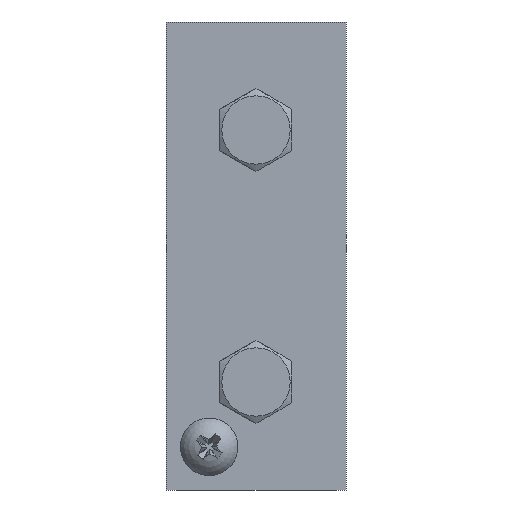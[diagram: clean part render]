
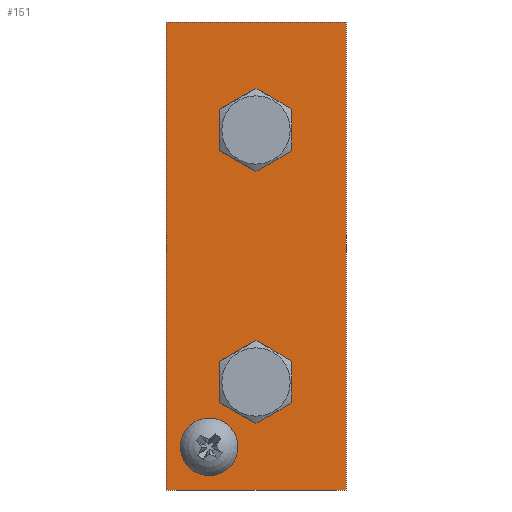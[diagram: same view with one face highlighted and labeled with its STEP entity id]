
A CAD part, front view. The second image highlights one B-rep face of the part: STEP entity #151.
In plain terms, the highlighted planar face has unit normal (0, -1, 0).
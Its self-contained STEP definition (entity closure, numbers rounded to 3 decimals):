
#151=ADVANCED_FACE('',(#1121,#1123,#1125,#1127),#1129,.T.);
#1121=FACE_BOUND('',#1122,.T.);
#1122=EDGE_LOOP('',(#1958,#1959,#1960,#1961));
#1123=FACE_BOUND('',#1124,.T.);
#1124=EDGE_LOOP('',(#1962,#1963,#1964,#1965));
#1125=FACE_BOUND('',#1126,.T.);
#1126=EDGE_LOOP('',(#1966,#1967,#1968,#1969));
#1127=FACE_BOUND('',#1128,.T.);
#1128=EDGE_LOOP('',(#1970));
#1129=PLANE('',#1130);
#1130=AXIS2_PLACEMENT_3D('',#1131,#1132,#1133);
#1131=CARTESIAN_POINT('',(0.698,-26.505,-6.693));
#1132=DIRECTION('',(0.,-1.,0.));
#1133=DIRECTION('',(1.,0.,0.));
#1958=ORIENTED_EDGE('',*,*,#2468,.T.);
#1959=ORIENTED_EDGE('',*,*,#2469,.T.);
#1960=ORIENTED_EDGE('',*,*,#2470,.T.);
#1961=ORIENTED_EDGE('',*,*,#2471,.T.);
#1962=ORIENTED_EDGE('',*,*,#2460,.T.);
#1963=ORIENTED_EDGE('',*,*,#2465,.T.);
#1964=ORIENTED_EDGE('',*,*,#2456,.T.);
#1965=ORIENTED_EDGE('',*,*,#2452,.T.);
#1966=ORIENTED_EDGE('',*,*,#2443,.T.);
#1967=ORIENTED_EDGE('',*,*,#2467,.T.);
#1968=ORIENTED_EDGE('',*,*,#2439,.T.);
#1969=ORIENTED_EDGE('',*,*,#2430,.T.);
#1970=ORIENTED_EDGE('',*,*,#2472,.F.);
#2430=EDGE_CURVE('',#2691,#2692,#2693,.F.);
#2439=EDGE_CURVE('',#2700,#2691,#2709,.F.);
#2443=EDGE_CURVE('',#2692,#2702,#2715,.F.);
#2452=EDGE_CURVE('',#2731,#2732,#2733,.F.);
#2456=EDGE_CURVE('',#2722,#2731,#2739,.F.);
#2460=EDGE_CURVE('',#2732,#2724,#2745,.F.);
#2465=EDGE_CURVE('',#2724,#2722,#2753,.F.);
#2467=EDGE_CURVE('',#2702,#2700,#2756,.F.);
#2468=EDGE_CURVE('',#2757,#2758,#2759,.T.);
#2469=EDGE_CURVE('',#2758,#2760,#2761,.T.);
#2470=EDGE_CURVE('',#2760,#2762,#2763,.T.);
#2471=EDGE_CURVE('',#2762,#2757,#2764,.T.);
#2472=EDGE_CURVE('',#2765,#2765,#2766,.F.);
#2691=VERTEX_POINT('',#3131);
#2692=VERTEX_POINT('',#3132);
#2693=CIRCLE('',#3133,4.65);
#2700=VERTEX_POINT('',#3152);
#2702=VERTEX_POINT('',#3157);
#2709=LINE('',#3174,#3175);
#2715=LINE('',#3196,#3197);
#2722=VERTEX_POINT('',#3218);
#2724=VERTEX_POINT('',#3223);
#2731=VERTEX_POINT('',#3240);
#2732=VERTEX_POINT('',#3241);
#2733=CIRCLE('',#3242,4.65);
#2739=LINE('',#3260,#3261);
#2745=LINE('',#3282,#3283);
#2753=CIRCLE('',#3308,3.5);
#2756=CIRCLE('',#3317,3.5);
#2757=VERTEX_POINT('',#3321);
#2758=VERTEX_POINT('',#3322);
#2759=LINE('',#3323,#3324);
#2760=VERTEX_POINT('',#3326);
#2761=LINE('',#3327,#3328);
#2762=VERTEX_POINT('',#3330);
#2763=LINE('',#3331,#3332);
#2764=LINE('',#3334,#3335);
#2765=VERTEX_POINT('',#3337);
#2766=CIRCLE('',#3338,4.);
#3131=CARTESIAN_POINT('',(2.655,-26.505,-58.911));
#3132=CARTESIAN_POINT('',(3.427,-26.505,-58.458));
#3133=AXIS2_PLACEMENT_3D('',#3134,#3135,#3136);
#3134=CARTESIAN_POINT('',(0.698,-26.505,-54.693));
#3135=DIRECTION('',(0.,-1.,0.));
#3136=DIRECTION('',(0.587,0.,-0.81));
#3152=CARTESIAN_POINT('',(2.12,-26.505,-57.891));
#3157=CARTESIAN_POINT('',(2.885,-26.505,-57.425));
#3174=CARTESIAN_POINT('',(2.655,-26.505,-58.911));
#3175=VECTOR('',#3176,1.);
#3176=DIRECTION('',(-0.465,0.,0.885));
#3196=CARTESIAN_POINT('',(2.885,-26.505,-57.425));
#3197=VECTOR('',#3198,1.);
#3198=DIRECTION('',(0.465,0.,-0.885));
#3218=CARTESIAN_POINT('',(2.12,-26.505,-22.891));
#3223=CARTESIAN_POINT('',(2.885,-26.505,-22.425));
#3240=CARTESIAN_POINT('',(2.655,-26.505,-23.911));
#3241=CARTESIAN_POINT('',(3.427,-26.505,-23.458));
#3242=AXIS2_PLACEMENT_3D('',#3243,#3244,#3245);
#3243=CARTESIAN_POINT('',(0.698,-26.505,-19.693));
#3244=DIRECTION('',(0.,-1.,0.));
#3245=DIRECTION('',(0.587,0.,-0.81));
#3260=CARTESIAN_POINT('',(2.655,-26.505,-23.911));
#3261=VECTOR('',#3262,1.);
#3262=DIRECTION('',(-0.465,0.,0.885));
#3282=CARTESIAN_POINT('',(2.885,-26.505,-22.425));
#3283=VECTOR('',#3284,1.);
#3284=DIRECTION('',(0.465,0.,-0.885));
#3308=AXIS2_PLACEMENT_3D('',#3309,#3310,#3311);
#3309=CARTESIAN_POINT('',(0.698,-26.505,-19.693));
#3310=DIRECTION('',(0.,-1.,0.));
#3311=DIRECTION('',(0.406,0.,-0.914));
#3317=AXIS2_PLACEMENT_3D('',#3318,#3319,#3320);
#3318=CARTESIAN_POINT('',(0.698,-26.505,-54.693));
#3319=DIRECTION('',(0.,-1.,0.));
#3320=DIRECTION('',(0.406,0.,-0.914));
#3321=CARTESIAN_POINT('',(-11.802,-26.505,-69.693));
#3322=CARTESIAN_POINT('',(13.198,-26.505,-69.693));
#3323=CARTESIAN_POINT('',(-11.802,-26.505,-69.693));
#3324=VECTOR('',#3325,1.);
#3325=DIRECTION('',(1.,0.,0.));
#3326=CARTESIAN_POINT('',(13.198,-26.505,-4.693));
#3327=CARTESIAN_POINT('',(13.198,-26.505,-69.693));
#3328=VECTOR('',#3329,1.);
#3329=DIRECTION('',(0.,0.,1.));
#3330=CARTESIAN_POINT('',(-11.802,-26.505,-4.693));
#3331=CARTESIAN_POINT('',(13.198,-26.505,-4.693));
#3332=VECTOR('',#3333,1.);
#3333=DIRECTION('',(-1.,0.,0.));
#3334=CARTESIAN_POINT('',(-11.802,-26.505,-4.693));
#3335=VECTOR('',#3336,1.);
#3336=DIRECTION('',(0.,0.,-1.));
#3337=CARTESIAN_POINT('',(-8.368,-26.505,-66.762));
#3338=AXIS2_PLACEMENT_3D('',#3339,#3340,#3341);
#3339=CARTESIAN_POINT('',(-5.802,-26.505,-63.693));
#3340=DIRECTION('',(0.,1.,0.));
#3341=DIRECTION('',(-0.641,0.,-0.767));
